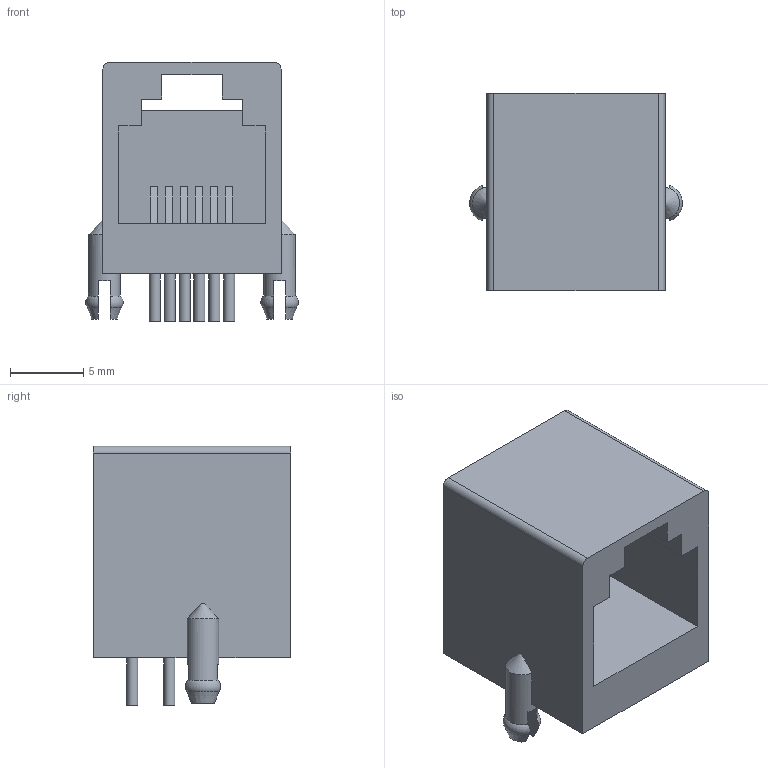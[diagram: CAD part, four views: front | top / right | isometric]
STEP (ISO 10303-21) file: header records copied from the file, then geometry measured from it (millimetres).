
FILE_DESCRIPTION(/* description */ ('Unknown'),/* implementation_level */ '2;1');
FILE_NAME(/* name */ 'E5566-Q0LK22-L',/* time_stamp */ '2023-03-14T09:27:10+02:00',/* author */ ('Unknown'),/* organization */ ('Unknown'),/* preprocessor_version */ 'ST-DEVELOPER v18.1',/* originating_system */ 'Solid Edge',/* authorisation */ 'Unknown');
FILE_SCHEMA (('AUTOMOTIVE_DESIGN {1 0 10303 214 3 1 1}'));
Length unit declared in the file: millimetre
Products named in the file (1): E5566-Q0LK22-L
Bounding box: 14.58 x 13.5 x 17.78 mm (x, y, z)
Volume: 1483.2 mm3; surface area: 1683.8 mm2
Topology: 1 solids, 1 shells, 78 faces, 214 edges, 144 vertices
Faces by surface type: plane 58, cylinder 10, cone 6, torus 4
Full cylindrical faces by diameter (mm): 0.76 x6, 2.184 x2
Entity records: 2964 total; most frequent: CARTESIAN_POINT 485, ORIENTED_EDGE 396, DIRECTION 374, EDGE_CURVE 198, LINE 144, VECTOR 144, VERTEX_POINT 136, AXIS2_PLACEMENT_3D 115
